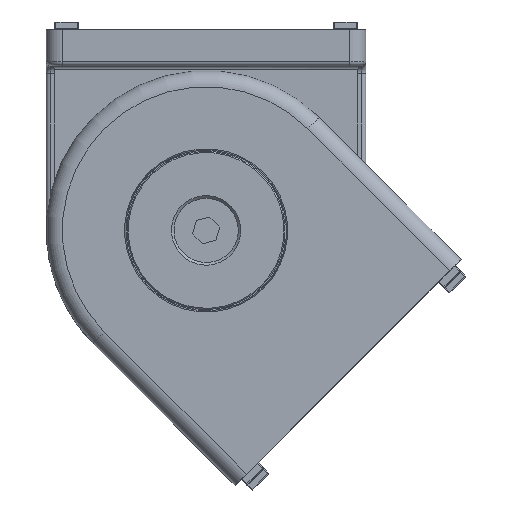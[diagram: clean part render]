
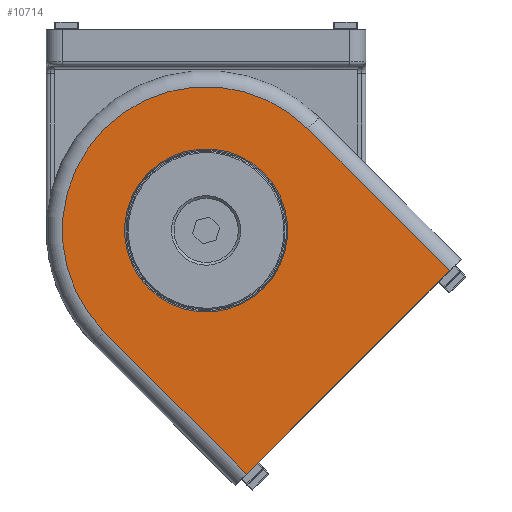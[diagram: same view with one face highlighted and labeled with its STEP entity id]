
A CAD part, front view. The second image highlights one B-rep face of the part: STEP entity #10714.
In plain terms, the highlighted face is planar.
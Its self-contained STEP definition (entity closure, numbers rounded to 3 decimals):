
#205=FACE_BOUND('',#3125,.T.);
#256=PLANE('',#11745);
#916=LINE('',#17779,#1608);
#1118=LINE('',#18717,#1810);
#1119=LINE('',#18718,#1811);
#1608=VECTOR('',#13397,1000.);
#1810=VECTOR('',#13769,1000.);
#1811=VECTOR('',#13770,1000.);
#2375=FACE_OUTER_BOUND('',#3124,.T.);
#3124=EDGE_LOOP('',(#7806,#7807,#7808,#7809));
#3125=EDGE_LOOP('',(#7810,#7811));
#3806=CIRCLE('',#11497,35.8);
#3897=CIRCLE('',#11608,20.319);
#3898=CIRCLE('',#11609,20.319);
#4632=VERTEX_POINT('',#16761);
#4633=VERTEX_POINT('',#16762);
#4723=VERTEX_POINT('',#17173);
#4724=VERTEX_POINT('',#17175);
#4792=VERTEX_POINT('',#17776);
#4793=VERTEX_POINT('',#17778);
#5591=EDGE_CURVE('',#4632,#4633,#3806,.T.);
#5698=EDGE_CURVE('',#4723,#4724,#3897,.T.);
#5699=EDGE_CURVE('',#4724,#4723,#3898,.T.);
#5779=EDGE_CURVE('',#4793,#4792,#916,.T.);
#6088=EDGE_CURVE('',#4633,#4793,#1118,.T.);
#6089=EDGE_CURVE('',#4792,#4632,#1119,.T.);
#7806=ORIENTED_EDGE('',*,*,#6088,.T.);
#7807=ORIENTED_EDGE('',*,*,#5779,.T.);
#7808=ORIENTED_EDGE('',*,*,#6089,.T.);
#7809=ORIENTED_EDGE('',*,*,#5591,.T.);
#7810=ORIENTED_EDGE('',*,*,#5699,.F.);
#7811=ORIENTED_EDGE('',*,*,#5698,.F.);
#10714=ADVANCED_FACE('',(#2375,#205),#256,.F.);
#11497=AXIS2_PLACEMENT_3D('',#16763,#13024,#13025);
#11608=AXIS2_PLACEMENT_3D('',#17176,#13259,#13260);
#11609=AXIS2_PLACEMENT_3D('',#17177,#13261,#13262);
#11745=AXIS2_PLACEMENT_3D('',#18716,#13767,#13768);
#13024=DIRECTION('center_axis',(0.,1.,0.));
#13025=DIRECTION('ref_axis',(0.,0.,
-1.));
#13259=DIRECTION('center_axis',(0.,1.,0.));
#13260=DIRECTION('ref_axis',(0.,0.,
-1.));
#13261=DIRECTION('center_axis',(0.,1.,0.));
#13262=DIRECTION('ref_axis',(0.,0.,
-1.));
#13397=DIRECTION('',(1.,0.,0.));
#13767=DIRECTION('center_axis',(0.,-1.,0.));
#13768=DIRECTION('ref_axis',(0.,0.,
-1.));
#13769=DIRECTION('',(0.,0.,1.));
#13770=DIRECTION('',(0.,0.,-1.));
#16761=CARTESIAN_POINT('',(35.8,19.9,-41.));
#16762=CARTESIAN_POINT('',(-35.8,19.9,-41.));
#16763=CARTESIAN_POINT('Origin',(0.,19.9,-41.));
#17173=CARTESIAN_POINT('',(0.,19.9,-61.319));
#17175=CARTESIAN_POINT('',(0.,19.9,-20.681));
#17176=CARTESIAN_POINT('Origin',(0.,19.9,-41.));
#17177=CARTESIAN_POINT('Origin',(0.,19.9,-41.));
#17776=CARTESIAN_POINT('',(35.8,19.9,9.));
#17778=CARTESIAN_POINT('',(-35.8,19.9,9.));
#17779=CARTESIAN_POINT('',(-45.5,19.9,9.));
#18716=CARTESIAN_POINT('Origin',(39.8,19.9,0.));
#18717=CARTESIAN_POINT('',(-35.8,19.9,0.));
#18718=CARTESIAN_POINT('',(35.8,19.9,0.));
